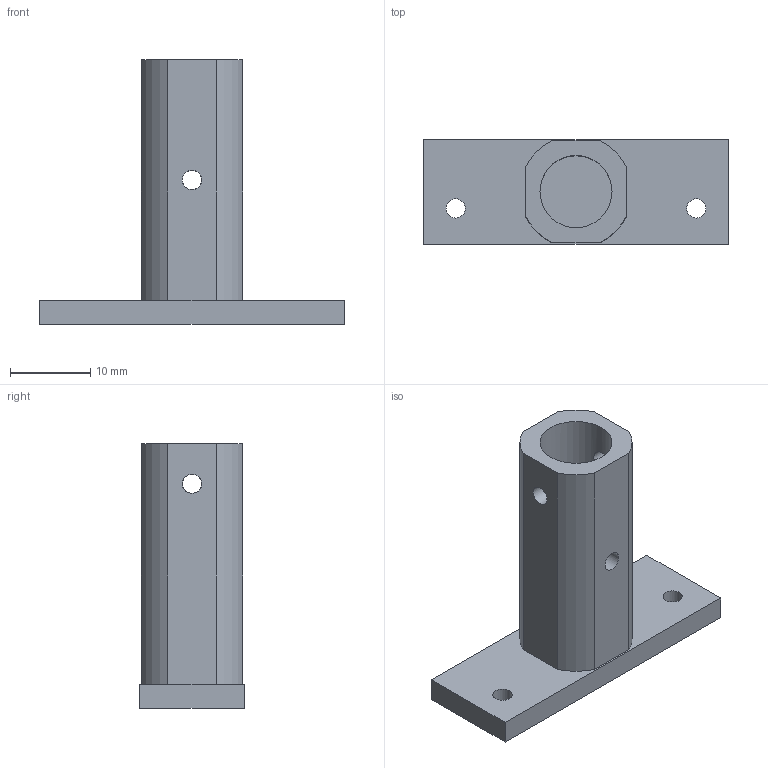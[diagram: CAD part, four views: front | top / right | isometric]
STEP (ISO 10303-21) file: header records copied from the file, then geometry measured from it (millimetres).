
FILE_DESCRIPTION(('FreeCAD Model'),'2;1');
FILE_NAME('Open CASCADE Shape Model','2024-06-20T13:32:38',('Author'),( ''),'Open CASCADE STEP processor 7.6','FreeCAD','Unknown');
FILE_SCHEMA(('AUTOMOTIVE_DESIGN { 1 0 10303 214 1 1 1 1 }'));
Length unit declared in the file: millimetre
Products named in the file (1): Body
Bounding box: 38 x 13 x 33 mm (x, y, z)
Volume: 3803.3 mm3; surface area: 3485.9 mm2
Topology: 1 solids, 1 shells, 23 faces, 60 edges, 40 vertices
Faces by surface type: plane 12, cylinder 11
Full cylindrical faces by diameter (mm): 2.4 x6, 9 x1
Entity records: 932 total; most frequent: CARTESIAN_POINT 310, DIRECTION 120, ORIENTED_EDGE 120, EDGE_CURVE 60, AXIS2_PLACEMENT_3D 42, VERTEX_POINT 40, FACE_BOUND 36, EDGE_LOOP 36
